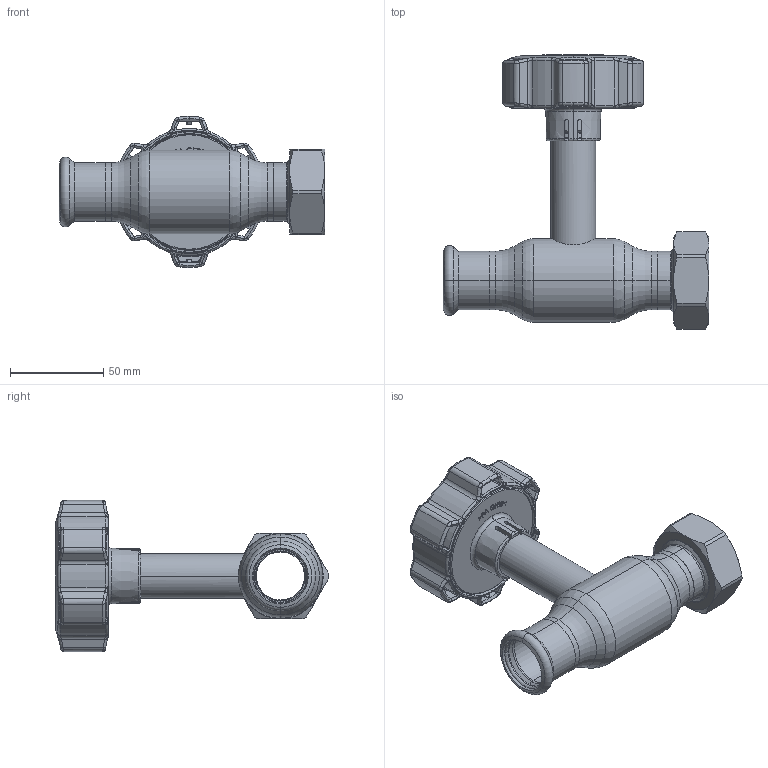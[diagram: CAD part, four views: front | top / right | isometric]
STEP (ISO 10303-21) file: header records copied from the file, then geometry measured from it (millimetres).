
FILE_DESCRIPTION (( 'STEP AP214' ), '1' );
FILE_NAME ('1025001401-1200.step', '2024-01-16T11:01:55', ( '' ), ( '' ), 'SwSTEP 2.0', 'SolidWorks 2021', '' );
FILE_SCHEMA (( 'AUTOMOTIVE_DESIGN' ));
Length unit declared in the file: millimetre
Products named in the file (1): 1025001401-1200
Bounding box: 142.5 x 146.8 x 81 mm (x, y, z)
Surface area: 58966.1 mm2 (no closed solid volume)
Topology: 0 solids, 22 shells, 612 faces, 1898 edges, 1265 vertices
Faces by surface type: bspline 200, cylinder 143, plane 118, cone 87, torus 63, sphere 1
Entity records: 39193 total; most frequent: CARTESIAN_POINT 17856, ORIENTED_EDGE 3233, DIRECTION 2425, EDGE_CURVE 1898, VERTEX_POINT 1265, AXIS2_PLACEMENT_3D 951, B_SPLINE_CURVE_WITH_KNOTS 789, EDGE_LOOP 646
